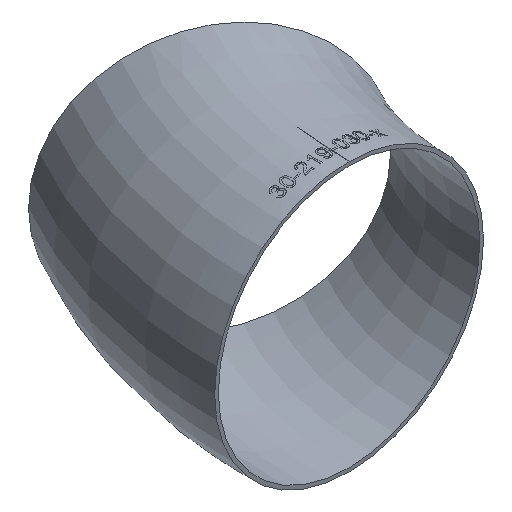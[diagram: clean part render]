
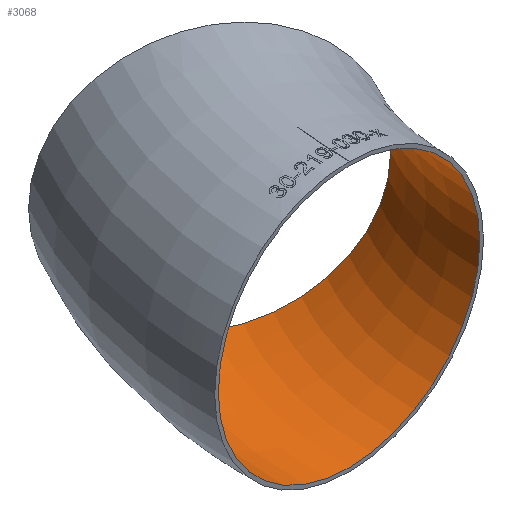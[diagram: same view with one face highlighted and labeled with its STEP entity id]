
A CAD part, isometric view. The second image highlights one B-rep face of the part: STEP entity #3068.
In plain terms, the highlighted toroidal (fillet/blend) face has major radius 305 mm and minor radius 106.55 mm.
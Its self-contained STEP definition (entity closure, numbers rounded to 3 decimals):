
#35 = EDGE_CURVE ( 'NONE', #6139, #6139, #26780, .T. ) ;
#3068 = ADVANCED_FACE ( 'NONE', ( #9050, #25854 ), #21786, .F. ) ;
#4257 = AXIS2_PLACEMENT_3D ( 'NONE', #25454, #22943, #13504 ) ;
#6139 = VERTEX_POINT ( 'NONE', #6295 ) ;
#6295 = CARTESIAN_POINT ( 'NONE',  ( -305., 0., 106.55 ) ) ;
#6409 = ORIENTED_EDGE ( 'NONE', *, *, #35, .F. ) ;
#6836 = DIRECTION ( 'NONE',  ( 0., 0., -1. ) ) ;
#7842 = ORIENTED_EDGE ( 'NONE', *, *, #17136, .T. ) ;
#8066 = DIRECTION ( 'NONE',  ( 0., 0., 1. ) ) ;
#8141 = EDGE_LOOP ( 'NONE', ( #7842 ) ) ;
#8257 = AXIS2_PLACEMENT_3D ( 'NONE', #20838, #6836, #30403 ) ;
#9050 = FACE_OUTER_BOUND ( 'NONE', #8141, .T. ) ;
#13079 = DIRECTION ( 'NONE',  ( 0., 1., 0. ) ) ;
#13240 = AXIS2_PLACEMENT_3D ( 'NONE', #20617, #13079, #8066 ) ;
#13504 = DIRECTION ( 'NONE',  ( -0.866, 0.5, 0. ) ) ;
#15870 = CARTESIAN_POINT ( 'NONE',  ( -356.413, 205.775, 0. ) ) ;
#16762 = EDGE_LOOP ( 'NONE', ( #6409 ) ) ;
#17136 = EDGE_CURVE ( 'NONE', #18392, #18392, #21304, .T. ) ;
#18392 = VERTEX_POINT ( 'NONE', #15870 ) ;
#20617 = CARTESIAN_POINT ( 'NONE',  ( -305., 0., 0. ) ) ;
#20838 = CARTESIAN_POINT ( 'NONE',  ( 0., 0., 0. ) ) ;
#21304 = CIRCLE ( 'NONE', #4257, 106.55 ) ;
#21786 = TOROIDAL_SURFACE ( 'NONE', #8257, 305., 106.55 ) ;
#22943 = DIRECTION ( 'NONE',  ( 0.5, 0.866, 0. ) ) ;
#25454 = CARTESIAN_POINT ( 'NONE',  ( -264.138, 152.5, 0. ) ) ;
#25854 = FACE_OUTER_BOUND ( 'NONE', #16762, .T. ) ;
#26780 = CIRCLE ( 'NONE', #13240, 106.55 ) ;
#30403 = DIRECTION ( 'NONE',  ( -1., 0., 0. ) ) ;
